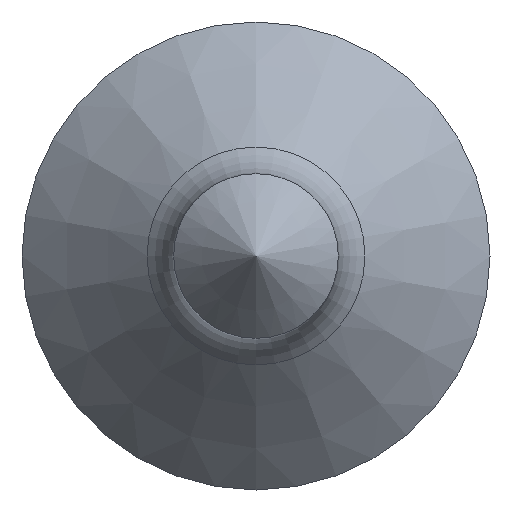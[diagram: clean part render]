
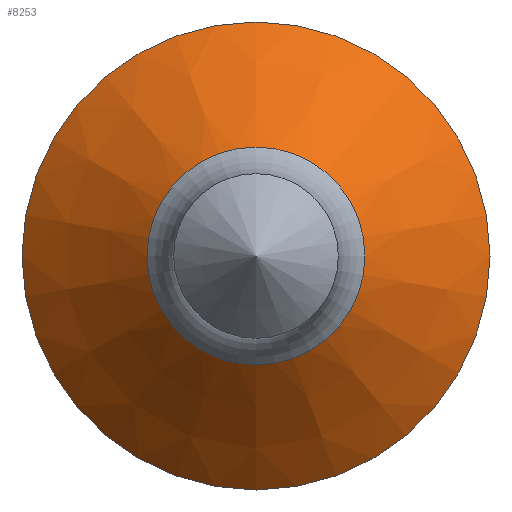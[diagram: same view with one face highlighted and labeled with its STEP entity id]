
A CAD part, front view. The second image highlights one B-rep face of the part: STEP entity #8253.
In plain terms, the highlighted conical face has half-angle 45 degrees and reference radius 2.515 mm.
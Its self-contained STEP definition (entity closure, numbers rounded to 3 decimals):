
#661 = DIRECTION ( 'NONE',  ( 0., -1., 0. ) ) ;
#1123 = DIRECTION ( 'NONE',  ( 0., 0., -1. ) ) ;
#1147 = EDGE_LOOP ( 'NONE', ( #11621 ) ) ;
#1226 = DIRECTION ( 'NONE',  ( 0., 0., 1. ) ) ;
#1293 = EDGE_LOOP ( 'NONE', ( #8371 ) ) ;
#1319 = FACE_BOUND ( 'NONE', #1147, .T. ) ;
#1632 = CARTESIAN_POINT ( 'NONE',  ( 0., 15.785, -2.515 ) ) ;
#2841 = AXIS2_PLACEMENT_3D ( 'NONE', #3716, #14207, #1226 ) ;
#3614 = CARTESIAN_POINT ( 'NONE',  ( 0., 18.67, 0. ) ) ;
#3716 = CARTESIAN_POINT ( 'NONE',  ( 0., 15.785, 0. ) ) ;
#3964 = FACE_OUTER_BOUND ( 'NONE', #1293, .T. ) ;
#4679 = CARTESIAN_POINT ( 'NONE',  ( 0., 15.785, 0. ) ) ;
#5843 = CONICAL_SURFACE ( 'NONE', #2841, 2.515, 0.785 ) ;
#5989 = DIRECTION ( 'NONE',  ( 0., 0., -1. ) ) ;
#6804 = CARTESIAN_POINT ( 'NONE',  ( 0., 18.67, -5.4 ) ) ;
#7599 = CIRCLE ( 'NONE', #9388, 5.4 ) ;
#8253 = ADVANCED_FACE ( 'NONE', ( #3964, #1319 ), #5843, .T. ) ;
#8371 = ORIENTED_EDGE ( 'NONE', *, *, #11543, .T. ) ;
#8958 = VERTEX_POINT ( 'NONE', #6804 ) ;
#9388 = AXIS2_PLACEMENT_3D ( 'NONE', #3614, #14336, #1123 ) ;
#11419 = CIRCLE ( 'NONE', #14508, 2.515 ) ;
#11543 = EDGE_CURVE ( 'NONE', #8958, #8958, #7599, .T. ) ;
#11621 = ORIENTED_EDGE ( 'NONE', *, *, #14238, .F. ) ;
#14207 = DIRECTION ( 'NONE',  ( 0., 1., 0. ) ) ;
#14238 = EDGE_CURVE ( 'NONE', #14858, #14858, #11419, .T. ) ;
#14336 = DIRECTION ( 'NONE',  ( 0., -1., 0. ) ) ;
#14508 = AXIS2_PLACEMENT_3D ( 'NONE', #4679, #661, #5989 ) ;
#14858 = VERTEX_POINT ( 'NONE', #1632 ) ;
